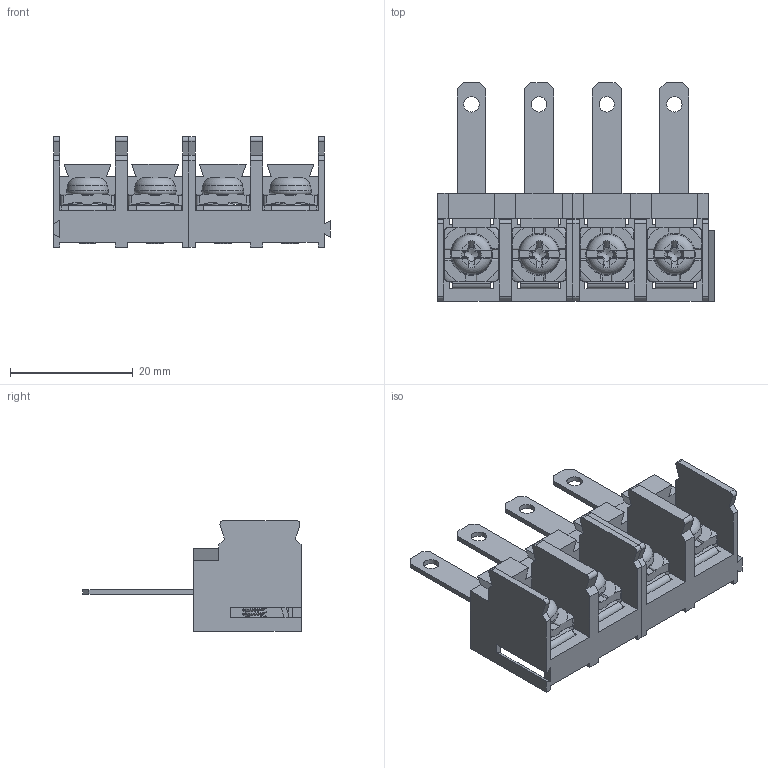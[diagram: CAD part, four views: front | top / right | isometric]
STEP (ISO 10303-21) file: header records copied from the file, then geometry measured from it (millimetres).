
FILE_DESCRIPTION( ( 'Unknown' ), '1' );
FILE_NAME( 'T46M-BB5204.stp', 'Unknown', ( 'Unknown' ), ( 'Unknown' ), 'XStep 1.0', 'Unknown', ' ' );
FILE_SCHEMA( ( 'CONFIG_CONTROL_DESIGN' ) );
Length unit declared in the file: millimetre
Products named in the file (1): 1
Bounding box: 45 x 35.5 x 18 mm (x, y, z)
Volume: 5402.1 mm3; surface area: 9278.5 mm2
Topology: 1 solids, 3 shells, 1108 faces, 3228 edges, 2107 vertices
Faces by surface type: plane 773, cylinder 168, bspline 100, cone 32, revolution 19, torus 16
Full cylindrical faces by diameter (mm): 0.001 x1, 2.5 x4, 3 x20, 3.15 x4, 5 x4
Entity records: 39816 total; most frequent: CARTESIAN_POINT 11989, ORIENTED_EDGE 6196, DIRECTION 5154, EDGE_CURVE 3098, LINE 2203, VECTOR 2203, VERTEX_POINT 2042, AXIS2_PLACEMENT_3D 1466
